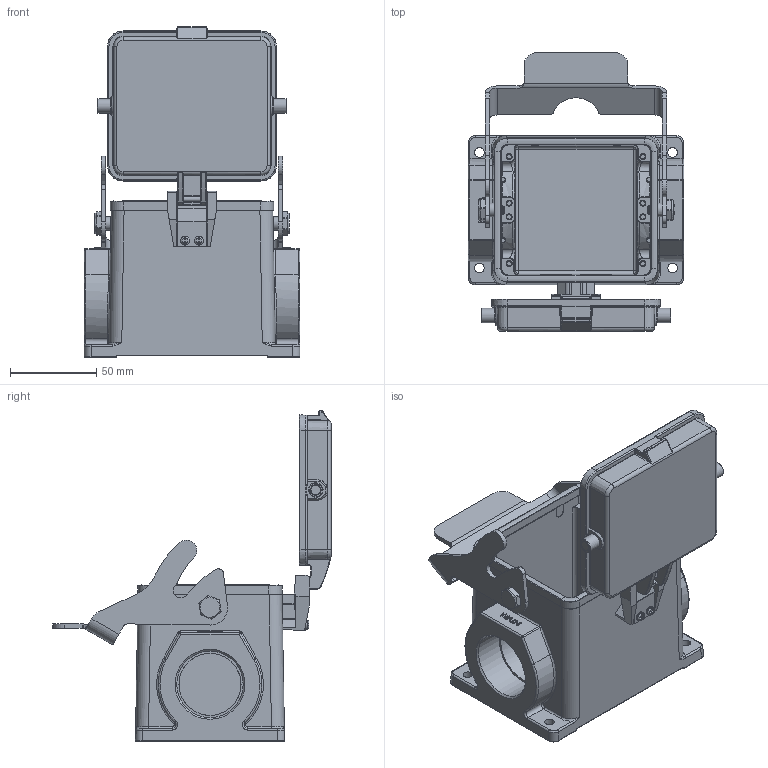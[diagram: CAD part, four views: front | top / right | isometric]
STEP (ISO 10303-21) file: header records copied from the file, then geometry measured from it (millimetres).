
FILE_DESCRIPTION(/* description */ (''),/* implementation_level */ '2;1');
FILE_NAME(/* name */ '3D_1240322651105_HV32B-SF-1L_S-MCV-M40_V1.1.stp',/* time_stamp */ '2024-01-06T14:45:29+08:00',/* author */ (''),/* organization */ (''),/* preprocessor_version */ 'ST-DEVELOPER v18.1',/* originating_system */ 'SIEMENS PLM Software NX 1980',/* authorisation */ '');
FILE_SCHEMA (('AP203_CONFIGURATION_CONTROLLED_3D_DESIGN_OF_MECHANICAL_PARTS_AND_ASSEMBLIES_MIM_LF { 1 0 10303 403 2 1 2}'));
Products named in the file (1): 3D_1240322651104_HV32B-SF-1L_S-MCV-M32_V1.1_stp
Bounding box: 125 x 161.5 x 191.61 mm (x, y, z)
Volume: 164.9 mm3; surface area: 139313.4 mm2
Topology: 1 solids, 2 shells, 1277 faces, 3320 edges, 2066 vertices
Faces by surface type: cylinder 484, plane 436, bspline 150, torus 115, cone 61, sphere 31
Full cylindrical faces by diameter (mm): 2.5 x2, 3 x38, 3.2 x1, 3.5 x8, 4 x4, 4.8 x2, 4.9 x2, 5 x2, 5.2 x2, 5.5 x4, 5.838 x1, 6 x2, 6.2 x2, 7.9 x2, 8.1 x2, 8.4 x2, 36 x1, 38.5 x2
Entity records: 73173 total; most frequent: CARTESIAN_POINT 35914, ORIENTED_EDGE 5928, DIRECTION 5917, EDGE_CURVE 2964, AXIS2_PLACEMENT_3D 2255, VERTEX_POINT 1852, LINE 1407, VECTOR 1407
